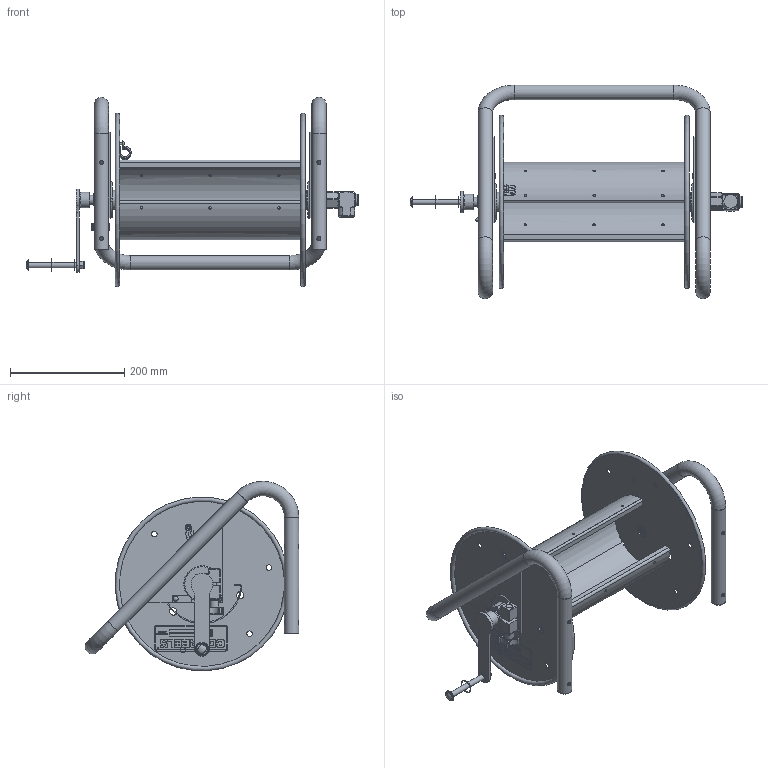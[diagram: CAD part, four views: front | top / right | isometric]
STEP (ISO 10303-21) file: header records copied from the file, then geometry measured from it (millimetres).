
FILE_DESCRIPTION(/* description */ (''),/* implementation_level */ '2;1');
FILE_NAME(/* name */ '112-3-150-CM_SHARED.stp',/* time_stamp */ '2020-04-02T11:15:09-07:00',/* author */ ('NMelton'),/* organization */ (''),/* preprocessor_version */ 'ST-DEVELOPER v17',/* originating_system */ 'Autodesk Inventor 2019',/* authorisation */ '');
FILE_SCHEMA (('AUTOMOTIVE_DESIGN { 1 0 10303 214 3 1 1 }'));
Products named in the file (1): 112-3-150-CM_SHARED
Bounding box: 581.9 x 374.6 x 331.93 mm (x, y, z)
Surface area: 845057.5 mm2 (no closed solid volume)
Topology: 0 solids, 79 shells, 1225 faces, 5940 edges, 4580 vertices
Faces by surface type: plane 604, bspline 266, cylinder 236, torus 52, cone 41, sphere 26
Full cylindrical faces by diameter (mm): 1.321 x2, 2.54 x1, 3.048 x1, 3.962 x1, 4.826 x1, 5.182 x1, 5.563 x2, 6.35 x1, 6.477 x1, 6.604 x1, 7.142 x8, 7.798 x1, 8.839 x4, 8.89 x2, 9.271 x1, 9.525 x12, 12.192 x1, 12.7 x7, 13.716 x11, 14.224 x1, 14.478 x13, 15.799 x1, 15.875 x2, 17.145 x1, 19.304 x1, 20.574 x2, 20.625 x1, 21.336 x1, 21.844 x2, 22.098 x2
Entity records: 68199 total; most frequent: CARTESIAN_POINT 24613, ORIENTED_EDGE 8336, DIRECTION 6777, EDGE_CURVE 5918, VERTEX_POINT 4580, LINE 3417, VECTOR 3417, B_SPLINE_CURVE_WITH_KNOTS 1724
